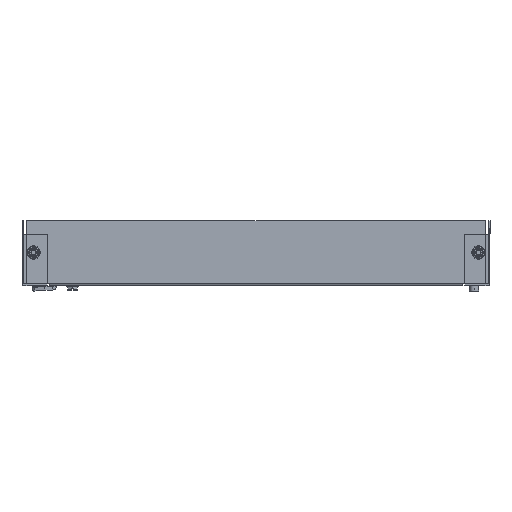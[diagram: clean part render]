
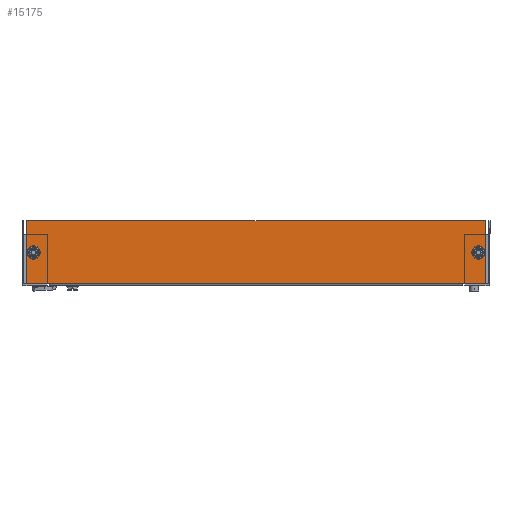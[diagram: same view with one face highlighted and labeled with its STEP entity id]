
A CAD part, front view. The second image highlights one B-rep face of the part: STEP entity #15175.
In plain terms, the highlighted face is planar.
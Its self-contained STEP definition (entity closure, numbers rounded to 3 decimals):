
#630 = VERTEX_POINT ( 'NONE', #31594 ) ;
#863 = VERTEX_POINT ( 'NONE', #28666 ) ;
#899 = VERTEX_POINT ( 'NONE', #28702 ) ;
#990 = VERTEX_POINT ( 'NONE', #28793 ) ;
#1043 = VERTEX_POINT ( 'NONE', #28846 ) ;
#1078 = VERTEX_POINT ( 'NONE', #28881 ) ;
#1156 = VERTEX_POINT ( 'NONE', #28959 ) ;
#1196 = VERTEX_POINT ( 'NONE', #28999 ) ;
#3845 = AXIS2_PLACEMENT_3D ( 'NONE', #20569, #20561, #20575 ) ;
#8360 = CARTESIAN_POINT ( 'NONE',  ( 237.5, 0.25, 0. ) ) ;
#8361 = DIRECTION ( 'NONE',  ( 0., 0., -1. ) ) ;
#8362 = DIRECTION ( 'NONE',  ( 1., 0., 0. ) ) ;
#8371 = CARTESIAN_POINT ( 'NONE',  ( -237.5, 0.25, 0. ) ) ;
#8372 = DIRECTION ( 'NONE',  ( 0., 0., -1. ) ) ;
#8373 = DIRECTION ( 'NONE',  ( 1., 0., 0. ) ) ;
#8406 = CARTESIAN_POINT ( 'NONE',  ( -221., 33.65, 0. ) ) ;
#8412 = CARTESIAN_POINT ( 'NONE',  ( 221., 33.75, 0. ) ) ;
#8413 = CARTESIAN_POINT ( 'NONE',  ( 237.5, 0.25, 0. ) ) ;
#8414 = DIRECTION ( 'NONE',  ( 0., 0., -1. ) ) ;
#8415 = DIRECTION ( 'NONE',  ( 1., 0., 0. ) ) ;
#8416 = LINE ( 'NONE', #8406, #11795 ) ;
#8417 = CARTESIAN_POINT ( 'NONE',  ( -237.5, 0.25, 0. ) ) ;
#8418 = DIRECTION ( 'NONE',  ( 0., 0., -1. ) ) ;
#8419 = DIRECTION ( 'NONE',  ( 1., 0., 0. ) ) ;
#8420 = LINE ( 'NONE', #8412, #11798 ) ;
#8421 = DIRECTION ( 'NONE',  ( 1., 0., 0. ) ) ;
#8422 = LINE ( 'NONE', #8423, #11801 ) ;
#8423 = CARTESIAN_POINT ( 'NONE',  ( 221., 33.75, 0. ) ) ;
#8424 = CARTESIAN_POINT ( 'NONE',  ( 245., 33.75, 0. ) ) ;
#8425 = DIRECTION ( 'NONE',  ( 0., -1., 0. ) ) ;
#8426 = LINE ( 'NONE', #8424, #11802 ) ;
#8427 = DIRECTION ( 'NONE',  ( -1., 0., 0. ) ) ;
#8428 = CARTESIAN_POINT ( 'NONE',  ( -221., -33.75, 0. ) ) ;
#8429 = LINE ( 'NONE', #8428, #11803 ) ;
#8430 = DIRECTION ( 'NONE',  ( 0., 1., 0. ) ) ;
#8431 = LINE ( 'NONE', #8432, #11804 ) ;
#8432 = CARTESIAN_POINT ( 'NONE',  ( -245., 33.75, 0. ) ) ;
#8433 = CARTESIAN_POINT ( 'NONE',  ( -221., 33.75, 0. ) ) ;
#8434 = DIRECTION ( 'NONE',  ( 1., 0., 0. ) ) ;
#8435 = LINE ( 'NONE', #8433, #11805 ) ;
#8436 = DIRECTION ( 'NONE',  ( 0., -1., 0. ) ) ;
#8437 = CARTESIAN_POINT ( 'NONE',  ( -221., 33.75, 0. ) ) ;
#8438 = LINE ( 'NONE', #8437, #11806 ) ;
#8439 = DIRECTION ( 'NONE',  ( -1., 0., 0. ) ) ;
#8443 = DIRECTION ( 'NONE',  ( 0., 1., 0. ) ) ;
#11001 = CARTESIAN_POINT ( 'NONE',  ( -245., 33.75, 0. ) ) ;
#11014 = CARTESIAN_POINT ( 'NONE',  ( 242., 0.25, 0. ) ) ;
#11039 = CARTESIAN_POINT ( 'NONE',  ( 221., 33.65, 0. ) ) ;
#11401 = CARTESIAN_POINT ( 'NONE',  ( -221., 33.75, 0. ) ) ;
#11772 = CIRCLE ( 'NONE', #11774, 4.5 ) ;
#11774 = AXIS2_PLACEMENT_3D ( 'NONE', #8360, #8361, #8362 ) ;
#11777 = CIRCLE ( 'NONE', #11779, 4.5 ) ;
#11779 = AXIS2_PLACEMENT_3D ( 'NONE', #8371, #8372, #8373 ) ;
#11794 = CIRCLE ( 'NONE', #11797, 4.5 ) ;
#11795 = VECTOR ( 'NONE', #8421, 1000. ) ;
#11796 = CIRCLE ( 'NONE', #11799, 4.5 ) ;
#11797 = AXIS2_PLACEMENT_3D ( 'NONE', #8413, #8414, #8415 ) ;
#11798 = VECTOR ( 'NONE', #8425, 1000. ) ;
#11799 = AXIS2_PLACEMENT_3D ( 'NONE', #8417, #8418, #8419 ) ;
#11801 = VECTOR ( 'NONE', #8427, 1000. ) ;
#11802 = VECTOR ( 'NONE', #8430, 1000. ) ;
#11803 = VECTOR ( 'NONE', #8434, 1000. ) ;
#11804 = VECTOR ( 'NONE', #8436, 1000. ) ;
#11805 = VECTOR ( 'NONE', #8439, 1000. ) ;
#11806 = VECTOR ( 'NONE', #8443, 1000. ) ;
#15175 = ADVANCED_FACE ( 'NONE', ( #20570, #20566, #20572 ), #20573, .F. ) ;
#20561 = DIRECTION ( 'NONE',  ( 0., 0., 1. ) ) ;
#20566 = FACE_BOUND ( 'NONE', #35275, .T. ) ;
#20569 = CARTESIAN_POINT ( 'NONE',  ( -221., -33.75, 0. ) ) ;
#20570 = FACE_BOUND ( 'NONE', #35269, .T. ) ;
#20572 = FACE_OUTER_BOUND ( 'NONE', #35273, .T. ) ;
#20573 = PLANE ( 'NONE',  #3845 ) ;
#20575 = DIRECTION ( 'NONE',  ( 1., 0., 0. ) ) ;
#28666 = CARTESIAN_POINT ( 'NONE',  ( -245., -33.75, 0. ) ) ;
#28702 = CARTESIAN_POINT ( 'NONE',  ( 233., 0.25, 0. ) ) ;
#28793 = CARTESIAN_POINT ( 'NONE',  ( 221., 33.75, 0. ) ) ;
#28846 = CARTESIAN_POINT ( 'NONE',  ( 245., -33.75, 0. ) ) ;
#28881 = CARTESIAN_POINT ( 'NONE',  ( -221., 33.65, 0. ) ) ;
#28959 = CARTESIAN_POINT ( 'NONE',  ( -242., 0.25, 0. ) ) ;
#28999 = CARTESIAN_POINT ( 'NONE',  ( 245., 33.75, 0. ) ) ;
#31594 = CARTESIAN_POINT ( 'NONE',  ( -233., 0.25, 0. ) ) ;
#34412 = ORIENTED_EDGE ( 'NONE', *, *, #36729, .F. ) ;
#34413 = ORIENTED_EDGE ( 'NONE', *, *, #36771, .F. ) ;
#34414 = ORIENTED_EDGE ( 'NONE', *, *, #36736, .F. ) ;
#34415 = ORIENTED_EDGE ( 'NONE', *, *, #36773, .F. ) ;
#34416 = ORIENTED_EDGE ( 'NONE', *, *, #36775, .T. ) ;
#34417 = ORIENTED_EDGE ( 'NONE', *, *, #36778, .F. ) ;
#34418 = ORIENTED_EDGE ( 'NONE', *, *, #36780, .F. ) ;
#34419 = ORIENTED_EDGE ( 'NONE', *, *, #36782, .F. ) ;
#34420 = ORIENTED_EDGE ( 'NONE', *, *, #36786, .F. ) ;
#34421 = ORIENTED_EDGE ( 'NONE', *, *, #36788, .F. ) ;
#34422 = ORIENTED_EDGE ( 'NONE', *, *, #36790, .F. ) ;
#34423 = ORIENTED_EDGE ( 'NONE', *, *, #36793, .F. ) ;
#34597 = VERTEX_POINT ( 'NONE', #11001 ) ;
#34604 = VERTEX_POINT ( 'NONE', #11014 ) ;
#34617 = VERTEX_POINT ( 'NONE', #11039 ) ;
#34811 = VERTEX_POINT ( 'NONE', #11401 ) ;
#35269 = EDGE_LOOP ( 'NONE', ( #34412, #34413 ) ) ;
#35273 = EDGE_LOOP ( 'NONE', ( #34416, #34417, #34418, #34419, #34420, #34421, #34422, #34423 ) ) ;
#35275 = EDGE_LOOP ( 'NONE', ( #34414, #34415 ) ) ;
#36729 = EDGE_CURVE ( 'NONE', #34604, #899, #11772, .T. ) ;
#36736 = EDGE_CURVE ( 'NONE', #630, #1156, #11777, .T. ) ;
#36771 = EDGE_CURVE ( 'NONE', #899, #34604, #11794, .T. ) ;
#36773 = EDGE_CURVE ( 'NONE', #1156, #630, #11796, .T. ) ;
#36775 = EDGE_CURVE ( 'NONE', #1078, #34617, #8416, .T. ) ;
#36778 = EDGE_CURVE ( 'NONE', #990, #34617, #8420, .T. ) ;
#36780 = EDGE_CURVE ( 'NONE', #1196, #990, #8422, .T. ) ;
#36782 = EDGE_CURVE ( 'NONE', #1043, #1196, #8426, .T. ) ;
#36786 = EDGE_CURVE ( 'NONE', #863, #1043, #8429, .T. ) ;
#36788 = EDGE_CURVE ( 'NONE', #34597, #863, #8431, .T. ) ;
#36790 = EDGE_CURVE ( 'NONE', #34811, #34597, #8435, .T. ) ;
#36793 = EDGE_CURVE ( 'NONE', #1078, #34811, #8438, .T. ) ;
